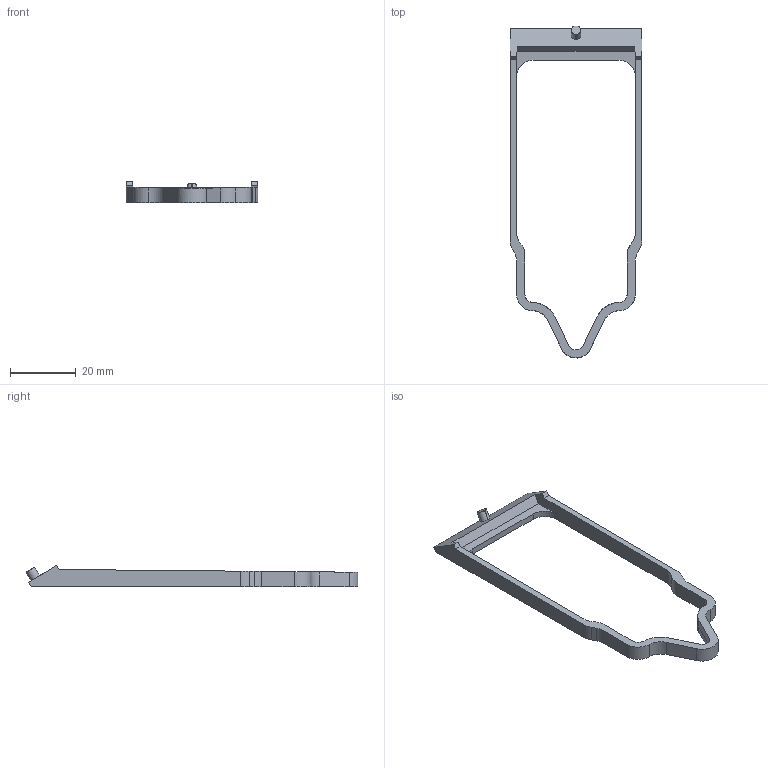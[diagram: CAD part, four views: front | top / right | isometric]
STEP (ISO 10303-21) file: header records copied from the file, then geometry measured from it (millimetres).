
FILE_DESCRIPTION( ( '' ), ' ' );
FILE_NAME( '5b53a73c663da20ee35164ea.step', '2018-07-21T21:35:56', ( '' ), ( '' ), ' ', ' ', ' ' );
FILE_SCHEMA( ( 'AUTOMOTIVE_DESIGN { 1 0 10303 214 1 1 1 1 }' ) );
Length unit declared in the file: metre
Products named in the file (1): Stand
Bounding box: 40 x 100.78 x 6.51 mm (x, y, z)
Volume: 3217.2 mm3; surface area: 3868.1 mm2
Topology: 1 solids, 1 shells, 54 faces, 151 edges, 98 vertices
Faces by surface type: plane 27, cylinder 22, extrusion 5
Entity records: 2211 total; most frequent: DIRECTION 315, CARTESIAN_POINT 304, ORIENTED_EDGE 302, EDGE_CURVE 151, VECTOR 107, AXIS2_PLACEMENT_3D 104, LINE 102, VERTEX_POINT 98
